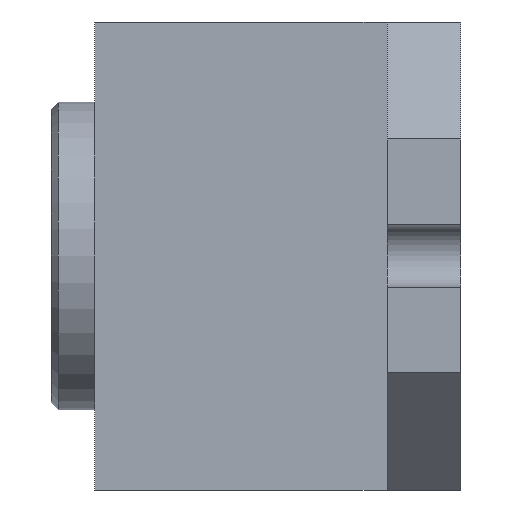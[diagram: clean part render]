
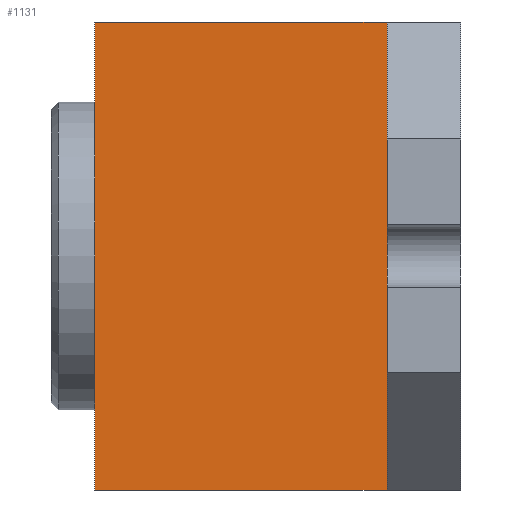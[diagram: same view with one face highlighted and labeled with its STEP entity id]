
A CAD part, left-side view. The second image highlights one B-rep face of the part: STEP entity #1131.
In plain terms, the highlighted planar face has unit normal (-1, 0, 0).
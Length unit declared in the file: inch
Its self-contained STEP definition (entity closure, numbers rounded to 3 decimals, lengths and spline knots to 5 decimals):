
#238=DIRECTION('',(0.,0.,1.));
#239=VECTOR('',#238,4.);
#240=CARTESIAN_POINT('',(-2.,3.13,-2.));
#241=LINE('',#240,#239);
#390=DIRECTION('',(0.,1.,0.));
#391=VECTOR('',#390,2.5);
#392=CARTESIAN_POINT('',(-2.,0.63,2.));
#393=LINE('',#392,#391);
#470=DIRECTION('',(0.,0.,1.));
#471=VECTOR('',#470,4.);
#472=CARTESIAN_POINT('',(-2.,0.63,-2.));
#473=LINE('',#472,#471);
#474=DIRECTION('',(0.,1.,0.));
#475=VECTOR('',#474,2.5);
#476=CARTESIAN_POINT('',(-2.,0.63,-2.));
#477=LINE('',#476,#475);
#490=CARTESIAN_POINT('',(-2.,3.13,-2.));
#491=VERTEX_POINT('',#490);
#492=CARTESIAN_POINT('',(-2.,3.13,2.));
#493=VERTEX_POINT('',#492);
#566=CARTESIAN_POINT('',(-2.,0.63,-2.));
#567=CARTESIAN_POINT('',(-2.,0.63,2.));
#568=VERTEX_POINT('',#566);
#569=VERTEX_POINT('',#567);
#1120=CARTESIAN_POINT('',(-2.,0.,-2.));
#1121=DIRECTION('',(-1.,0.,0.));
#1122=DIRECTION('',(0.,0.,1.));
#1123=AXIS2_PLACEMENT_3D('',#1120,#1121,#1122);
#1124=PLANE('',#1123);
#1125=ORIENTED_EDGE('',*,*,#788,.F.);
#1126=ORIENTED_EDGE('',*,*,#1112,.T.);
#1127=ORIENTED_EDGE('',*,*,#744,.T.);
#1128=ORIENTED_EDGE('',*,*,#917,.F.);
#1129=EDGE_LOOP('',(#1125,#1126,#1127,#1128));
#1130=FACE_OUTER_BOUND('',#1129,.F.);
#1131=ADVANCED_FACE('',(#1130),#1124,.T.);
#744=EDGE_CURVE('',#491,#493,#241,.T.);
#788=EDGE_CURVE('',#568,#569,#473,.T.);
#917=EDGE_CURVE('',#569,#493,#393,.T.);
#1112=EDGE_CURVE('',#568,#491,#477,.T.);
